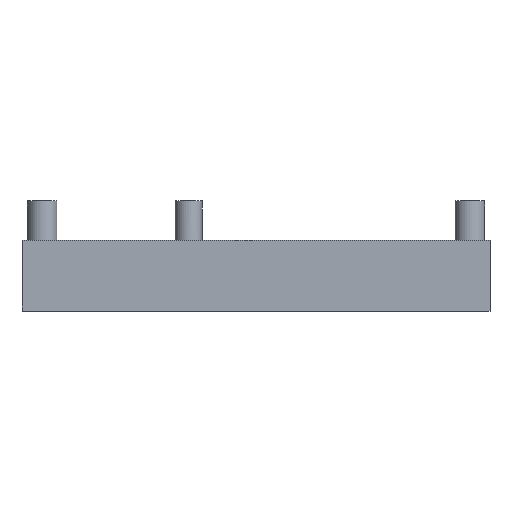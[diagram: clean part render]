
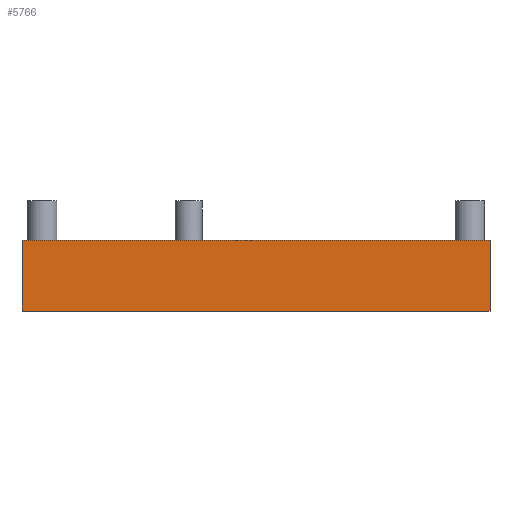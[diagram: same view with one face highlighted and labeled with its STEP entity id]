
A CAD part, front view. The second image highlights one B-rep face of the part: STEP entity #5766.
In plain terms, the highlighted planar face has unit normal (0, -1, 0).
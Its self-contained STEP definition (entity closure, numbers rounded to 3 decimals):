
#80=DIRECTION('',(-1.,0.,0.));
#81=VECTOR('',#80,139.);
#82=CARTESIAN_POINT('',(69.5,-68.5,-22.2));
#83=LINE('',#82,#81);
#279=DIRECTION('',(-1.,0.,0.));
#280=VECTOR('',#279,139.);
#281=CARTESIAN_POINT('',(69.5,-68.5,-43.2));
#282=LINE('',#281,#280);
#1822=DIRECTION('',(0.,0.,-1.));
#1823=VECTOR('',#1822,21.);
#1824=CARTESIAN_POINT('',(69.5,-68.5,-22.2));
#1825=LINE('',#1824,#1823);
#1830=DIRECTION('',(0.,0.,-1.));
#1831=VECTOR('',#1830,21.);
#1832=CARTESIAN_POINT('',(-69.5,-68.5,-22.2));
#1833=LINE('',#1832,#1831);
#2750=CARTESIAN_POINT('',(69.5,-68.5,-22.2));
#2751=CARTESIAN_POINT('',(-69.5,-68.5,-22.2));
#2752=VERTEX_POINT('',#2750);
#2753=VERTEX_POINT('',#2751);
#2754=CARTESIAN_POINT('',(69.5,-68.5,-43.2));
#2755=CARTESIAN_POINT('',(-69.5,-68.5,-43.2));
#2756=VERTEX_POINT('',#2754);
#2757=VERTEX_POINT('',#2755);
#5754=CARTESIAN_POINT('',(69.5,-68.5,-22.2));
#5755=DIRECTION('',(0.,-1.,0.));
#5756=DIRECTION('',(-1.,0.,0.));
#5757=AXIS2_PLACEMENT_3D('',#5754,#5755,#5756);
#5758=PLANE('',#5757);
#5759=ORIENTED_EDGE('',*,*,#3625,.F.);
#5760=ORIENTED_EDGE('',*,*,#5729,.T.);
#5761=ORIENTED_EDGE('',*,*,#3835,.T.);
#5763=ORIENTED_EDGE('',*,*,#5762,.F.);
#5764=EDGE_LOOP('',(#5759,#5760,#5761,#5763));
#5765=FACE_OUTER_BOUND('',#5764,.F.);
#5766=ADVANCED_FACE('',(#5765),#5758,.T.);
#3625=EDGE_CURVE('',#2752,#2753,#83,.T.);
#3835=EDGE_CURVE('',#2756,#2757,#282,.T.);
#5729=EDGE_CURVE('',#2752,#2756,#1825,.T.);
#5762=EDGE_CURVE('',#2753,#2757,#1833,.T.);
